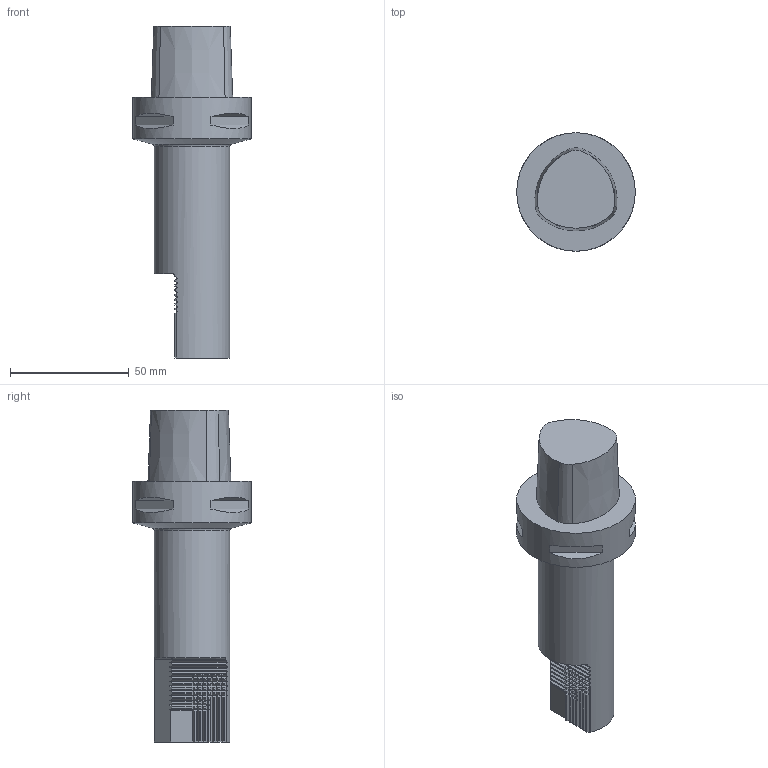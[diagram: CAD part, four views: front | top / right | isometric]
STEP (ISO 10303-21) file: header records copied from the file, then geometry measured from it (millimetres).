
FILE_DESCRIPTION(/* description */ (''),/* implementation_level */ '2;1');
FILE_NAME(/* name */ 'C5-FR-07110-V21.stp',/* time_stamp */ '2018-04-11T16:02:27+06:00',/* author */ (''),/* organization */ (''),/* preprocessor_version */ 'ST-DEVELOPER v16',/* originating_system */ 'SIEMENS PLM Software NX 11.0',/* authorisation */ '');
FILE_SCHEMA (('AUTOMOTIVE_DESIGN { 1 0 10303 214 3 1 1 1 }'));
Length unit declared in the file: millimetre
Products named in the file (1): inpu16D2it45
Bounding box: 50 x 50 x 140 mm (x, y, z)
Volume: 128189.5 mm3; surface area: 20956.3 mm2
Topology: 2 solids, 2 shells, 321 faces, 898 edges, 602 vertices
Faces by surface type: plane 211, cone 72, cylinder 37, torus 1
Full cylindrical faces by diameter (mm): 32 x1, 50 x1
Entity records: 10597 total; most frequent: CARTESIAN_POINT 2571, ORIENTED_EDGE 1784, DIRECTION 1448, EDGE_CURVE 892, VERTEX_POINT 600, LINE 582, VECTOR 582, AXIS2_PLACEMENT_3D 433
